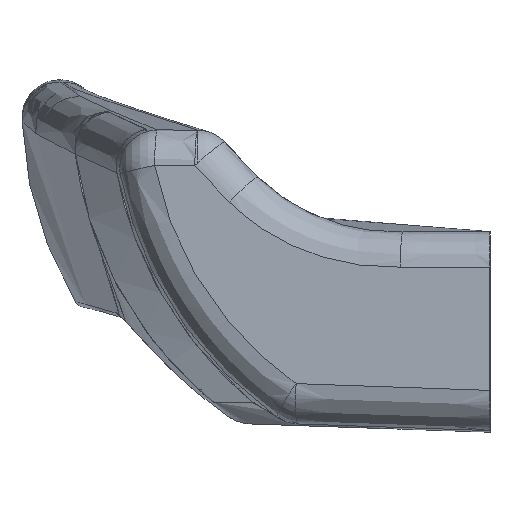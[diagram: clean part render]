
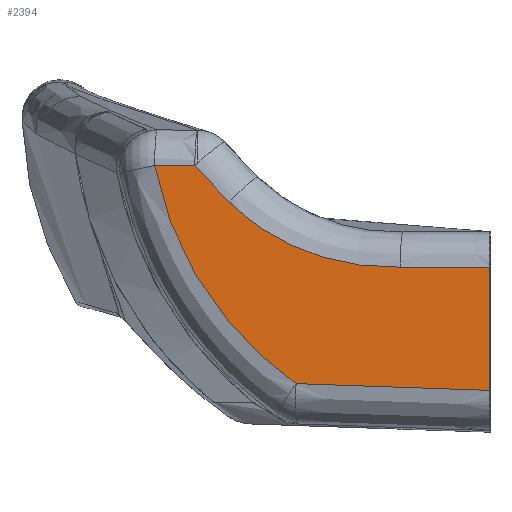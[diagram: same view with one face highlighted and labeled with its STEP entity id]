
A CAD part, left-side view. The second image highlights one B-rep face of the part: STEP entity #2394.
In plain terms, the highlighted planar face has unit normal (-0.996, 0.07, 0.062).
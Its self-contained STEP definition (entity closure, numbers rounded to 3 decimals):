
#384 = VERTEX_POINT ( 'NONE', #4760 ) ;
#417 = VERTEX_POINT ( 'NONE', #4737 ) ;
#418 = VERTEX_POINT ( 'NONE', #4738 ) ;
#419 = VERTEX_POINT ( 'NONE', #4678 ) ;
#420 = VERTEX_POINT ( 'NONE', #4679 ) ;
#425 = VERTEX_POINT ( 'NONE', #4731 ) ;
#981 = ORIENTED_EDGE ( 'NONE', *, *, #8319, .T. ) ;
#982 = ORIENTED_EDGE ( 'NONE', *, *, #1985, .T. ) ;
#983 = ORIENTED_EDGE ( 'NONE', *, *, #1984, .T. ) ;
#984 = ORIENTED_EDGE ( 'NONE', *, *, #1986, .T. ) ;
#985 = ORIENTED_EDGE ( 'NONE', *, *, #1987, .T. ) ;
#986 = ORIENTED_EDGE ( 'NONE', *, *, #1988, .T. ) ;
#987 = ORIENTED_EDGE ( 'NONE', *, *, #1989, .T. ) ;
#1290 = FACE_OUTER_BOUND ( 'NONE', #11342, .T. ) ;
#1818 = CARTESIAN_POINT ( 'NONE',  ( -159.375, 0., 5.187 ) ) ;
#1819 = CARTESIAN_POINT ( 'NONE',  ( -159.235, 1.995, 5.187 ) ) ;
#1820 = CARTESIAN_POINT ( 'NONE',  ( -159.095, 3.99, 5.187 ) ) ;
#1821 = CARTESIAN_POINT ( 'NONE',  ( -158.956, 5.985, 5.187 ) ) ;
#1822 = CARTESIAN_POINT ( 'NONE',  ( -158.93, 6.352, 5.187 ) ) ;
#1823 = CARTESIAN_POINT ( 'NONE',  ( -158.904, 6.719, 5.187 ) ) ;
#1824 = CARTESIAN_POINT ( 'NONE',  ( -158.879, 7.086, 5.187 ) ) ;
#1825 = CARTESIAN_POINT ( 'NONE',  ( -158.879, 7.086, 5.187 ) ) ;
#1826 = CARTESIAN_POINT ( 'NONE',  ( -158.857, 7.398, 5.187 ) ) ;
#1827 = CARTESIAN_POINT ( 'NONE',  ( -158.835, 7.71, 5.185 ) ) ;
#1828 = CARTESIAN_POINT ( 'NONE',  ( -158.791, 8.335, 5.19 ) ) ;
#1829 = CARTESIAN_POINT ( 'NONE',  ( -158.768, 8.647, 5.201 ) ) ;
#1830 = CARTESIAN_POINT ( 'NONE',  ( -158.699, 9.582, 5.257 ) ) ;
#1831 = CARTESIAN_POINT ( 'NONE',  ( -158.651, 10.204, 5.326 ) ) ;
#1832 = CARTESIAN_POINT ( 'NONE',  ( -158.504, 12.037, 5.624 ) ) ;
#1833 = CARTESIAN_POINT ( 'NONE',  ( -158.401, 13.227, 5.943 ) ) ;
#1834 = CARTESIAN_POINT ( 'NONE',  ( -158.238, 14.964, 6.601 ) ) ;
#1835 = CARTESIAN_POINT ( 'NONE',  ( -158.182, 15.538, 6.852 ) ) ;
#1836 = CARTESIAN_POINT ( 'NONE',  ( -158.07, 16.649, 7.407 ) ) ;
#1837 = CARTESIAN_POINT ( 'NONE',  ( -158.013, 17.186, 7.711 ) ) ;
#1838 = CARTESIAN_POINT ( 'NONE',  ( -157.842, 18.748, 8.698 ) ) ;
#1839 = CARTESIAN_POINT ( 'NONE',  ( -157.726, 19.719, 9.458 ) ) ;
#1840 = CARTESIAN_POINT ( 'NONE',  ( -157.609, 20.619, 10.324 ) ) ;
#1841 = CARTESIAN_POINT ( 'NONE',  ( -157.609, 20.619, 10.324 ) ) ;
#1842 = CARTESIAN_POINT ( 'NONE',  ( -157.578, 20.858, 10.553 ) ) ;
#1843 = CARTESIAN_POINT ( 'NONE',  ( -157.547, 21.089, 10.789 ) ) ;
#1844 = CARTESIAN_POINT ( 'NONE',  ( -157.485, 21.54, 11.272 ) ) ;
#1845 = CARTESIAN_POINT ( 'NONE',  ( -157.454, 21.763, 11.516 ) ) ;
#1846 = CARTESIAN_POINT ( 'NONE',  ( -157.362, 22.436, 12.244 ) ) ;
#1847 = CARTESIAN_POINT ( 'NONE',  ( -157.3, 22.884, 12.729 ) ) ;
#1848 = CARTESIAN_POINT ( 'NONE',  ( -157.238, 23.332, 13.215 ) ) ;
#1849 = CARTESIAN_POINT ( 'NONE',  ( -157.238, 23.332, 13.215 ) ) ;
#1850 = CARTESIAN_POINT ( 'NONE',  ( -157.163, 24.392, 13.219 ) ) ;
#1851 = CARTESIAN_POINT ( 'NONE',  ( -157.089, 25.453, 13.222 ) ) ;
#1852 = CARTESIAN_POINT ( 'NONE',  ( -157.014, 26.513, 13.226 ) ) ;
#1853 = CARTESIAN_POINT ( 'NONE',  ( -157.014, 26.513, 13.226 ) ) ;
#1854 = CARTESIAN_POINT ( 'NONE',  ( -157.08, 26.349, 12.357 ) ) ;
#1855 = CARTESIAN_POINT ( 'NONE',  ( -157.149, 26.141, 11.496 ) ) ;
#1856 = CARTESIAN_POINT ( 'NONE',  ( -157.289, 25.646, 9.806 ) ) ;
#1857 = CARTESIAN_POINT ( 'NONE',  ( -157.361, 25.357, 8.975 ) ) ;
#1858 = CARTESIAN_POINT ( 'NONE',  ( -157.51, 24.7, 7.342 ) ) ;
#1859 = CARTESIAN_POINT ( 'NONE',  ( -157.586, 24.329, 6.536 ) ) ;
#1860 = CARTESIAN_POINT ( 'NONE',  ( -157.74, 23.518, 4.98 ) ) ;
#1861 = CARTESIAN_POINT ( 'NONE',  ( -157.818, 23.077, 4.226 ) ) ;
#1862 = CARTESIAN_POINT ( 'NONE',  ( -158.055, 21.653, 2.035 ) ) ;
#1863 = CARTESIAN_POINT ( 'NONE',  ( -158.217, 20.567, 0.669 ) ) ;
#1864 = CARTESIAN_POINT ( 'NONE',  ( -158.547, 18.115, -1.868 ) ) ;
#1865 = CARTESIAN_POINT ( 'NONE',  ( -158.712, 16.776, -3.01 ) ) ;
#1866 = CARTESIAN_POINT ( 'NONE',  ( -158.877, 15.328, -4.022 ) ) ;
#1867 = CARTESIAN_POINT ( 'NONE',  ( -158.877, 15.328, -4.022 ) ) ;
#1868 = CARTESIAN_POINT ( 'NONE',  ( -159.15, 11.554, -4.152 ) ) ;
#1869 = CARTESIAN_POINT ( 'NONE',  ( -159.422, 7.78, -4.283 ) ) ;
#1870 = CARTESIAN_POINT ( 'NONE',  ( -159.695, 4.006, -4.414 ) ) ;
#1871 = CARTESIAN_POINT ( 'NONE',  ( -159.791, 2.671, -4.46 ) ) ;
#1872 = CARTESIAN_POINT ( 'NONE',  ( -159.888, 1.335, -4.506 ) ) ;
#1873 = CARTESIAN_POINT ( 'NONE',  ( -159.984, 0., -4.552 ) ) ;
#1984 = EDGE_CURVE ( 'NONE', #384, #417, #4054, .T. ) ;
#1985 = EDGE_CURVE ( 'NONE', #417, #418, #4055, .T. ) ;
#1986 = EDGE_CURVE ( 'NONE', #418, #11225, #4057, .T. ) ;
#1987 = EDGE_CURVE ( 'NONE', #11225, #419, #5535, .T. ) ;
#1988 = EDGE_CURVE ( 'NONE', #419, #420, #4058, .T. ) ;
#1989 = EDGE_CURVE ( 'NONE', #420, #425, #4056, .T. ) ;
#2394 = ADVANCED_FACE ( 'NONE', ( #1290 ), #5125, .T. ) ;
#4054 = B_SPLINE_CURVE_WITH_KNOTS ( 'NONE', 3,
 ( #1818, #1819, #1820, #1821, #1822, #1823, #1824 ),
 .UNSPECIFIED., .F., .F.,
 ( 4, 3, 4 ),
 ( 0., 0.006, 0.007 ),
 .UNSPECIFIED. ) ;
#4055 = B_SPLINE_CURVE_WITH_KNOTS ( 'NONE', 3,
 ( #1825, #1826, #1827, #1828, #1829, #1830, #1831, #1832, #1833, #1834, #1835, #1836, #1837, #1838, #1839, #1840 ),
 .UNSPECIFIED., .F., .F.,
 ( 4, 2, 2, 2, 2, 2, 2, 4 ),
 ( 0., 0.001, 0.002, 0.004, 0.008, 0.009, 0.011, 0.015 ),
 .UNSPECIFIED. ) ;
#4056 = B_SPLINE_CURVE_WITH_KNOTS ( 'NONE', 3,
 ( #1867, #1868, #1869, #1870, #1871, #1872, #1873 ),
 .UNSPECIFIED., .F., .F.,
 ( 4, 3, 4 ),
 ( 0., 0.011, 0.015 ),
 .UNSPECIFIED. ) ;
#4057 = B_SPLINE_CURVE_WITH_KNOTS ( 'NONE', 3,
 ( #1841, #1842, #1843, #1844, #1845, #1846, #1847, #1848 ),
 .UNSPECIFIED., .F., .F.,
 ( 4, 2, 2, 4 ),
 ( 0., 0.001, 0.002, 0.004 ),
 .UNSPECIFIED. ) ;
#4058 = B_SPLINE_CURVE_WITH_KNOTS ( 'NONE', 3,
 ( #1853, #1854, #1855, #1856, #1857, #1858, #1859, #1860, #1861, #1862, #1863, #1864, #1865, #1866 ),
 .UNSPECIFIED., .F., .F.,
 ( 4, 2, 2, 2, 2, 2, 4 ),
 ( 0., 0.003, 0.005, 0.008, 0.011, 0.016, 0.021 ),
 .UNSPECIFIED. ) ;
#4678 = CARTESIAN_POINT ( 'NONE',  ( -157.014, 26.513, 13.226 ) ) ;
#4679 = CARTESIAN_POINT ( 'NONE',  ( -158.877, 15.328, -4.022 ) ) ;
#4731 = CARTESIAN_POINT ( 'NONE',  ( -159.984, 0., -4.552 ) ) ;
#4737 = CARTESIAN_POINT ( 'NONE',  ( -158.879, 7.086, 5.187 ) ) ;
#4738 = CARTESIAN_POINT ( 'NONE',  ( -157.609, 20.619, 10.324 ) ) ;
#4760 = CARTESIAN_POINT ( 'NONE',  ( -159.375, 0., 5.187 ) ) ;
#5125 = PLANE ( 'NONE',  #7772 ) ;
#5126 = CARTESIAN_POINT ( 'NONE',  ( -158.767, 0., 14.91 ) ) ;
#5127 = DIRECTION ( 'NONE',  ( -0.996, 0.07, 0.062 ) ) ;
#5128 = DIRECTION ( 'NONE',  ( -0.07, -0.998, 0. ) ) ;
#5535 =( BOUNDED_CURVE ( )  B_SPLINE_CURVE ( 3, ( #1849, #1850, #1851, #1852 ),
 .UNSPECIFIED., .F., .T. ) 
 B_SPLINE_CURVE_WITH_KNOTS ( ( 4, 4 ),
 ( 1.457, 1.457 ),
 .UNSPECIFIED. ) 
 CURVE ( )  GEOMETRIC_REPRESENTATION_ITEM ( )  RATIONAL_B_SPLINE_CURVE ( ( 1., 1., 1., 1. ) ) 
 REPRESENTATION_ITEM ( '' )  );
#6830 = LINE ( 'NONE', #11048, #7534 ) ;
#7534 = VECTOR ( 'NONE', #11049, 1000. ) ;
#7772 = AXIS2_PLACEMENT_3D ( 'NONE', #5126, #5127, #5128 ) ;
#8319 = EDGE_CURVE ( 'NONE', #425, #384, #6830, .T. ) ;
#11048 = CARTESIAN_POINT ( 'NONE',  ( -158.767, 0., 14.91 ) ) ;
#11049 = DIRECTION ( 'NONE',  ( 0.062, 0., 0.998 ) ) ;
#11149 = CARTESIAN_POINT ( 'NONE',  ( -157.238, 23.332, 13.215 ) ) ;
#11225 = VERTEX_POINT ( 'NONE', #11149 ) ;
#11342 = EDGE_LOOP ( 'NONE', ( #981, #983, #982, #984, #985, #986, #987 ) ) ;
